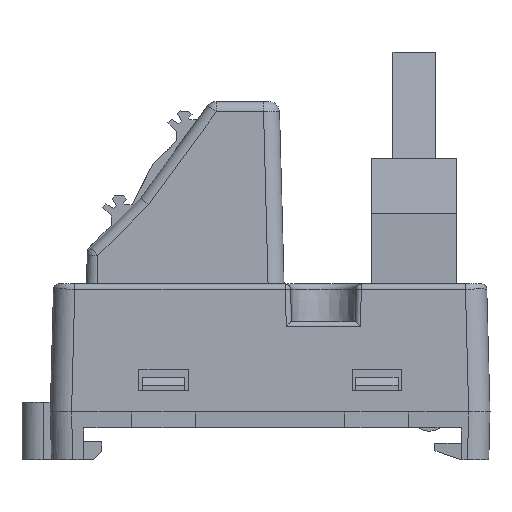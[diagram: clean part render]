
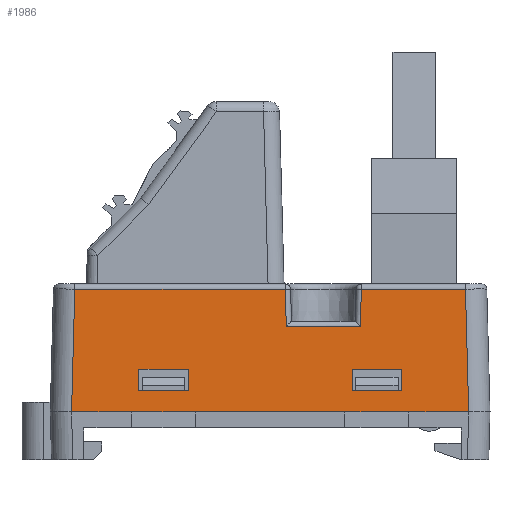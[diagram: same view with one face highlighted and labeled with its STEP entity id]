
A CAD part, left-side view. The second image highlights one B-rep face of the part: STEP entity #1986.
In plain terms, the highlighted planar face has unit normal (-1, 0, 0.026).
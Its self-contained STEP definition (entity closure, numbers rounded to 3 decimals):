
#1986=ADVANCED_FACE('',(#3357,#3358,#3359),#2640,.T.);
#2640=PLANE('',#13334);
#3357=FACE_BOUND('',#3480,.T.);
#3358=FACE_BOUND('',#3481,.T.);
#3359=FACE_BOUND('',#3482,.T.);
#3480=EDGE_LOOP('',(#4501,#4502,#4503,#4504,#4505,#4506,#4507,#4508,#4509,
#4510,#4511,#4512));
#3481=EDGE_LOOP('',(#4513,#4514,#4515,#4516));
#3482=EDGE_LOOP('',(#4517,#4518,#4519,#4520));
#4501=ORIENTED_EDGE('',*,*,#8970,.T.);
#4502=ORIENTED_EDGE('',*,*,#8971,.T.);
#4503=ORIENTED_EDGE('',*,*,#8972,.T.);
#4504=ORIENTED_EDGE('',*,*,#8973,.T.);
#4505=ORIENTED_EDGE('',*,*,#8974,.T.);
#4506=ORIENTED_EDGE('',*,*,#8975,.T.);
#4507=ORIENTED_EDGE('',*,*,#8976,.T.);
#4508=ORIENTED_EDGE('',*,*,#8977,.T.);
#4509=ORIENTED_EDGE('',*,*,#8978,.T.);
#4510=ORIENTED_EDGE('',*,*,#8979,.T.);
#4511=ORIENTED_EDGE('',*,*,#8980,.T.);
#4512=ORIENTED_EDGE('',*,*,#8981,.T.);
#4513=ORIENTED_EDGE('',*,*,#8982,.T.);
#4514=ORIENTED_EDGE('',*,*,#8983,.F.);
#4515=ORIENTED_EDGE('',*,*,#8984,.T.);
#4516=ORIENTED_EDGE('',*,*,#8985,.T.);
#4517=ORIENTED_EDGE('',*,*,#8986,.T.);
#4518=ORIENTED_EDGE('',*,*,#8987,.F.);
#4519=ORIENTED_EDGE('',*,*,#8988,.T.);
#4520=ORIENTED_EDGE('',*,*,#8989,.T.);
#7857=VERTEX_POINT('',#17865);
#7858=VERTEX_POINT('',#17866);
#7859=VERTEX_POINT('',#17868);
#7860=VERTEX_POINT('',#17870);
#7861=VERTEX_POINT('',#17872);
#7862=VERTEX_POINT('',#17874);
#7863=VERTEX_POINT('',#17876);
#7864=VERTEX_POINT('',#17878);
#7865=VERTEX_POINT('',#17880);
#7866=VERTEX_POINT('',#17882);
#7867=VERTEX_POINT('',#17884);
#7868=VERTEX_POINT('',#17886);
#7869=VERTEX_POINT('',#17889);
#7870=VERTEX_POINT('',#17890);
#7871=VERTEX_POINT('',#17892);
#7872=VERTEX_POINT('',#17894);
#7873=VERTEX_POINT('',#17897);
#7874=VERTEX_POINT('',#17898);
#7875=VERTEX_POINT('',#17900);
#7876=VERTEX_POINT('',#17902);
#8970=EDGE_CURVE('',#7857,#7858,#10613,.T.);
#8971=EDGE_CURVE('',#7858,#7859,#10614,.T.);
#8972=EDGE_CURVE('',#7859,#7860,#10615,.T.);
#8973=EDGE_CURVE('',#7860,#7861,#10616,.T.);
#8974=EDGE_CURVE('',#7861,#7862,#10617,.T.);
#8975=EDGE_CURVE('',#7862,#7863,#10618,.T.);
#8976=EDGE_CURVE('',#7863,#7864,#10619,.T.);
#8977=EDGE_CURVE('',#7864,#7865,#10620,.T.);
#8978=EDGE_CURVE('',#7865,#7866,#10621,.T.);
#8979=EDGE_CURVE('',#7866,#7867,#10622,.T.);
#8980=EDGE_CURVE('',#7867,#7868,#10623,.T.);
#8981=EDGE_CURVE('',#7868,#7857,#10624,.T.);
#8982=EDGE_CURVE('',#7869,#7870,#10625,.T.);
#8983=EDGE_CURVE('',#7871,#7870,#10626,.T.);
#8984=EDGE_CURVE('',#7871,#7872,#10627,.T.);
#8985=EDGE_CURVE('',#7872,#7869,#10628,.T.);
#8986=EDGE_CURVE('',#7873,#7874,#10629,.T.);
#8987=EDGE_CURVE('',#7875,#7874,#10630,.T.);
#8988=EDGE_CURVE('',#7875,#7876,#10631,.T.);
#8989=EDGE_CURVE('',#7876,#7873,#10632,.T.);
#10613=LINE('',#17864,#12032);
#10614=LINE('',#17867,#12033);
#10615=LINE('',#17869,#12034);
#10616=LINE('',#17871,#12035);
#10617=LINE('',#17873,#12036);
#10618=LINE('',#17875,#12037);
#10619=LINE('',#17877,#12038);
#10620=LINE('',#17879,#12039);
#10621=LINE('',#17881,#12040);
#10622=LINE('',#17883,#12041);
#10623=LINE('',#17885,#12042);
#10624=LINE('',#17887,#12043);
#10625=LINE('',#17888,#12044);
#10626=LINE('',#17891,#12045);
#10627=LINE('',#17893,#12046);
#10628=LINE('',#17895,#12047);
#10629=LINE('',#17896,#12048);
#10630=LINE('',#17899,#12049);
#10631=LINE('',#17901,#12050);
#10632=LINE('',#17903,#12051);
#12032=VECTOR('',#14372,1.);
#12033=VECTOR('',#14373,1.);
#12034=VECTOR('',#14374,1.);
#12035=VECTOR('',#14375,1.);
#12036=VECTOR('',#14376,1.);
#12037=VECTOR('',#14377,1.);
#12038=VECTOR('',#14378,1.);
#12039=VECTOR('',#14379,1.);
#12040=VECTOR('',#14380,1.);
#12041=VECTOR('',#14381,1.);
#12042=VECTOR('',#14382,1.);
#12043=VECTOR('',#14383,1.);
#12044=VECTOR('',#14384,1.);
#12045=VECTOR('',#14385,1.);
#12046=VECTOR('',#14386,1.);
#12047=VECTOR('',#14387,1.);
#12048=VECTOR('',#14388,1.);
#12049=VECTOR('',#14389,1.);
#12050=VECTOR('',#14390,1.);
#12051=VECTOR('',#14391,1.);
#13334=AXIS2_PLACEMENT_3D('',#17904,#14392,#14393);
#14372=DIRECTION('',(0.,-1.,0.));
#14373=DIRECTION('',(0.,-1.,0.));
#14374=DIRECTION('',(0.026,0.026,0.999));
#14375=DIRECTION('',(0.,1.,0.));
#14376=DIRECTION('',(-0.026,0.026,-0.999));
#14377=DIRECTION('',(0.,1.,0.));
#14378=DIRECTION('',(0.026,0.026,0.999));
#14379=DIRECTION('',(0.,1.,0.));
#14380=DIRECTION('',(-0.026,0.026,-0.999));
#14381=DIRECTION('',(0.,-1.,0.));
#14382=DIRECTION('',(0.,-1.,0.));
#14383=DIRECTION('',(0.,-1.,0.));
#14384=DIRECTION('',(0.026,0.,1.));
#14385=DIRECTION('',(0.,1.,0.));
#14386=DIRECTION('',(-0.026,0.,-1.));
#14387=DIRECTION('',(0.,1.,0.));
#14388=DIRECTION('',(0.026,0.,1.));
#14389=DIRECTION('',(0.,1.,0.));
#14390=DIRECTION('',(-0.026,0.,-1.));
#14391=DIRECTION('',(0.,1.,0.));
#14392=DIRECTION('',(-1.,0.,0.026));
#14393=DIRECTION('',(-0.026,0.,-1.));
#17864=CARTESIAN_POINT('',(15.958,-501.005,178.5));
#17865=CARTESIAN_POINT('',(15.958,-508.005,178.5));
#17866=CARTESIAN_POINT('',(15.958,-514.005,178.5));
#17867=CARTESIAN_POINT('',(15.958,-501.195,178.5));
#17868=CARTESIAN_POINT('',(15.958,-519.629,178.5));
#17869=CARTESIAN_POINT('',(15.971,-519.616,178.987));
#17870=CARTESIAN_POINT('',(16.259,-519.327,190.013));
#17871=CARTESIAN_POINT('',(16.259,-509.559,190.013));
#17872=CARTESIAN_POINT('',(16.259,-509.559,190.013));
#17873=CARTESIAN_POINT('',(15.952,-509.252,178.284));
#17874=CARTESIAN_POINT('',(16.168,-509.468,186.513));
#17875=CARTESIAN_POINT('',(16.168,-503.007,186.513));
#17876=CARTESIAN_POINT('',(16.168,-502.52,186.513));
#17877=CARTESIAN_POINT('',(15.959,-502.728,178.545));
#17878=CARTESIAN_POINT('',(16.259,-502.428,190.013));
#17879=CARTESIAN_POINT('',(16.259,-482.695,190.013));
#17880=CARTESIAN_POINT('',(16.259,-482.682,190.013));
#17881=CARTESIAN_POINT('',(15.971,-482.394,178.987));
#17882=CARTESIAN_POINT('',(15.958,-482.381,178.5));
#17883=CARTESIAN_POINT('',(15.958,-501.005,178.5));
#17884=CARTESIAN_POINT('',(15.958,-488.005,178.5));
#17885=CARTESIAN_POINT('',(15.958,-501.005,178.5));
#17886=CARTESIAN_POINT('',(15.958,-494.005,178.5));
#17887=CARTESIAN_POINT('',(15.958,-501.195,178.5));
#17888=CARTESIAN_POINT('',(15.958,-488.705,178.5));
#17889=CARTESIAN_POINT('',(16.01,-488.705,180.5));
#17890=CARTESIAN_POINT('',(16.063,-488.705,182.5));
#17891=CARTESIAN_POINT('',(16.063,-501.005,182.5));
#17892=CARTESIAN_POINT('',(16.063,-493.305,182.5));
#17893=CARTESIAN_POINT('',(15.958,-493.305,178.5));
#17894=CARTESIAN_POINT('',(16.01,-493.305,180.5));
#17895=CARTESIAN_POINT('',(16.01,-501.005,180.5));
#17896=CARTESIAN_POINT('',(15.958,-508.705,178.5));
#17897=CARTESIAN_POINT('',(16.01,-508.705,180.5));
#17898=CARTESIAN_POINT('',(16.063,-508.705,182.5));
#17899=CARTESIAN_POINT('',(16.063,-501.005,182.5));
#17900=CARTESIAN_POINT('',(16.063,-513.305,182.5));
#17901=CARTESIAN_POINT('',(15.958,-513.305,178.5));
#17902=CARTESIAN_POINT('',(16.01,-513.305,180.5));
#17903=CARTESIAN_POINT('',(16.01,-501.005,180.5));
#17904=CARTESIAN_POINT('',(15.958,-501.005,178.5));
